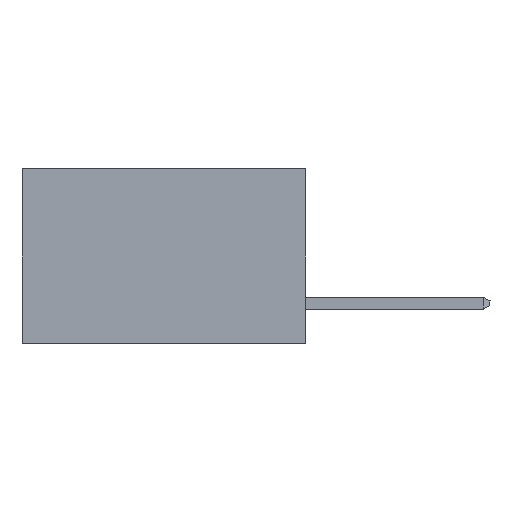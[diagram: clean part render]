
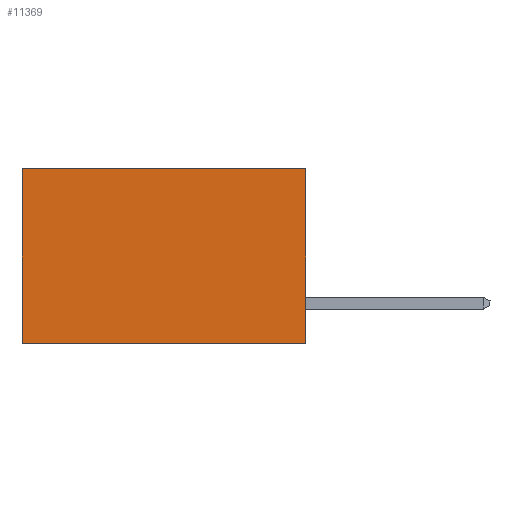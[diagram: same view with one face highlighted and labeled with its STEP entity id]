
A CAD part, left-side view. The second image highlights one B-rep face of the part: STEP entity #11369.
In plain terms, the highlighted planar face has unit normal (-1, 0, 0).
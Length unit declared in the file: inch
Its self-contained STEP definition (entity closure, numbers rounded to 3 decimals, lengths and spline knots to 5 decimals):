
#12 = PLANE ( 'NONE',  #5934 ) ;
#462 = VECTOR ( 'NONE', #1895, 39.37008 ) ;
#525 = LINE ( 'NONE', #1335, #2826 ) ;
#971 = VECTOR ( 'NONE', #10819, 39.37008 ) ;
#1335 = CARTESIAN_POINT ( 'NONE',  ( 0.2615, 0.6, -0.37 ) ) ;
#1655 = CARTESIAN_POINT ( 'NONE',  ( 0.2615, 0., 0. ) ) ;
#1827 = CARTESIAN_POINT ( 'NONE',  ( 0.2615, 0., -0.37 ) ) ;
#1895 = DIRECTION ( 'NONE',  ( 0., 1., 0. ) ) ;
#2230 = EDGE_CURVE ( 'NONE', #12201, #7690, #2478, .T. ) ;
#2478 = LINE ( 'NONE', #1655, #462 ) ;
#2495 = CARTESIAN_POINT ( 'NONE',  ( 0.2615, 0., 0. ) ) ;
#2666 = DIRECTION ( 'NONE',  ( 0., 0., -1. ) ) ;
#2826 = VECTOR ( 'NONE', #6259, 39.37008 ) ;
#2945 = ORIENTED_EDGE ( 'NONE', *, *, #8069, .F. ) ;
#3693 = VERTEX_POINT ( 'NONE', #12143 ) ;
#4015 = EDGE_CURVE ( 'NONE', #3693, #7318, #8313, .T. ) ;
#4468 = ORIENTED_EDGE ( 'NONE', *, *, #2230, .T. ) ;
#4814 = FACE_OUTER_BOUND ( 'NONE', #6085, .T. ) ;
#4854 = CARTESIAN_POINT ( 'NONE',  ( 0.2615, 0.6, -0.37 ) ) ;
#5111 = CARTESIAN_POINT ( 'NONE',  ( 0.2615, 0., -0.37 ) ) ;
#5507 = DIRECTION ( 'NONE',  ( 0., 0., -1. ) ) ;
#5934 = AXIS2_PLACEMENT_3D ( 'NONE', #1827, #10518, #5507 ) ;
#5957 = CARTESIAN_POINT ( 'NONE',  ( 0.2615, 0.6, 0. ) ) ;
#6085 = EDGE_LOOP ( 'NONE', ( #9731, #10391, #2945, #4468 ) ) ;
#6259 = DIRECTION ( 'NONE',  ( 0., 0., -1. ) ) ;
#6448 = EDGE_CURVE ( 'NONE', #7690, #7318, #525, .T. ) ;
#6904 = VECTOR ( 'NONE', #2666, 39.37008 ) ;
#7318 = VERTEX_POINT ( 'NONE', #4854 ) ;
#7690 = VERTEX_POINT ( 'NONE', #5957 ) ;
#8069 = EDGE_CURVE ( 'NONE', #12201, #3693, #12214, .T. ) ;
#8313 = LINE ( 'NONE', #5111, #971 ) ;
#9731 = ORIENTED_EDGE ( 'NONE', *, *, #6448, .T. ) ;
#10391 = ORIENTED_EDGE ( 'NONE', *, *, #4015, .F. ) ;
#10518 = DIRECTION ( 'NONE',  ( 1., 0., 0. ) ) ;
#10819 = DIRECTION ( 'NONE',  ( 0., 1., 0. ) ) ;
#11275 = CARTESIAN_POINT ( 'NONE',  ( 0.2615, 0., -0.37 ) ) ;
#11369 = ADVANCED_FACE ( 'NONE', ( #4814 ), #12, .F. ) ;
#12143 = CARTESIAN_POINT ( 'NONE',  ( 0.2615, 0., -0.37 ) ) ;
#12201 = VERTEX_POINT ( 'NONE', #2495 ) ;
#12214 = LINE ( 'NONE', #11275, #6904 ) ;
